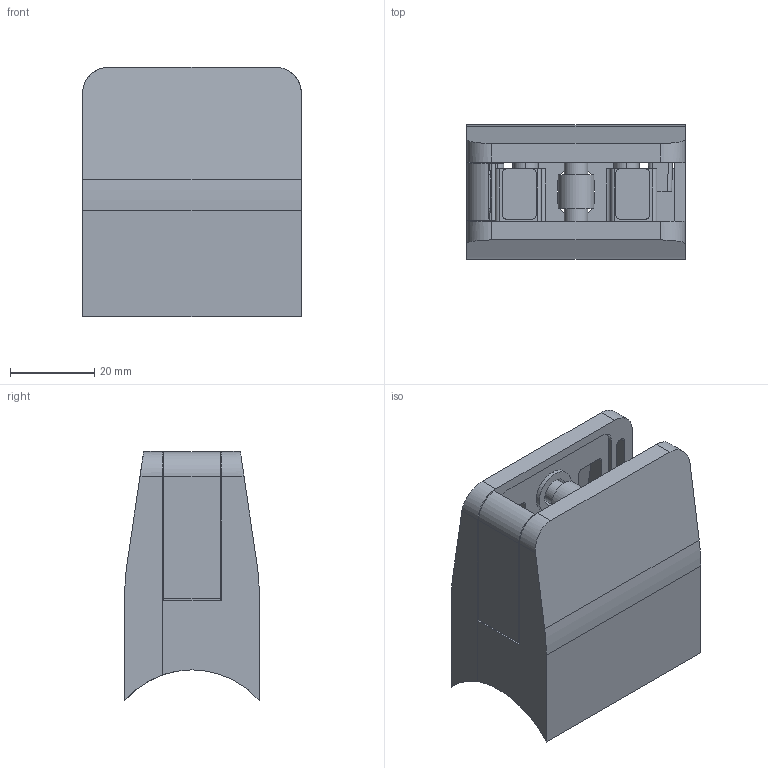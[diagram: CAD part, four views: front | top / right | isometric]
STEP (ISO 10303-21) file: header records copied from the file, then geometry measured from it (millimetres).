
FILE_DESCRIPTION (( 'STEP AP214' ), '1' );
FILE_NAME ('A-2600-042.STEP', '2022-12-12T12:47:55', ( '' ), ( '' ), 'SwSTEP 2.0', 'SolidWorks 2019', '' );
FILE_SCHEMA (( 'AUTOMOTIVE_DESIGN' ));
Length unit declared in the file: millimetre
Products named in the file (6): A-2600-042; A-2600-042 P3_Vìchoz¡<Jako obrobenì>; A-2600-042 P1_Vìchoz¡<Jako obrobenì>; A-2600-042 P2; A-2600-042 P4; Skrutka DIN 7991_Skrutka M 6x 16
Assembly tree (6 placements, depth 2):
  A-2600-042
    A-2600-042 P1_Vìchoz¡<Jako obrobenì>
    A-2600-042 P2
    A-2600-042 P3_Vìchoz¡<Jako obrobenì>
    A-2600-042 P4
    Skrutka DIN 7991_Skrutka M 6x 16  x2
Bounding box: 52 x 32 x 59.29 mm (x, y, z)
Volume: 42902.1 mm3; surface area: 27991.1 mm2
Topology: 10 solids, 10 shells, 694 faces, 1779 edges, 1160 vertices
Faces by surface type: plane 379, cylinder 165, bspline 118, cone 20, sphere 6, torus 6
Entity records: 27965 total; most frequent: CARTESIAN_POINT 11863, ORIENTED_EDGE 3466, DIRECTION 2867, EDGE_CURVE 1733, VECTOR 1151, LINE 1151, VERTEX_POINT 1138, AXIS2_PLACEMENT_3D 858
